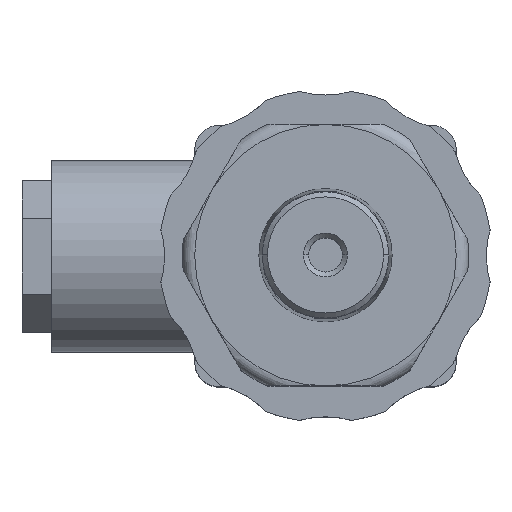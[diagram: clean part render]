
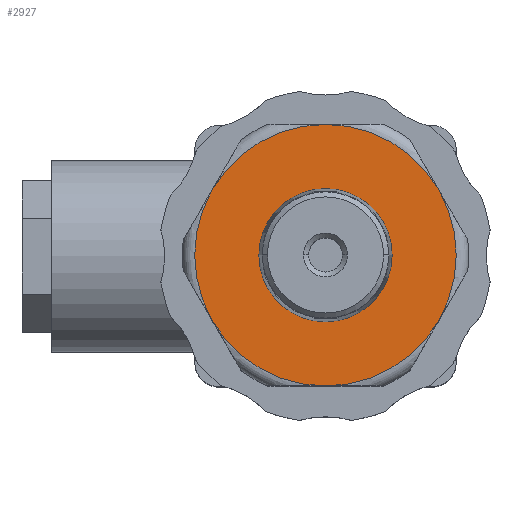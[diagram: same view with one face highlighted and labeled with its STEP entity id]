
A CAD part, top view. The second image highlights one B-rep face of the part: STEP entity #2927.
In plain terms, the highlighted planar face has unit normal (0, 0, 1).
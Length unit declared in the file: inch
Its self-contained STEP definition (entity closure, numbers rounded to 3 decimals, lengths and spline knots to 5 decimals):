
#685=CARTESIAN_POINT('',(-0.27,0.,0.83));
#686=VERTEX_POINT('',#685);
#702=CARTESIAN_POINT('',(0.27,0.,0.83));
#703=VERTEX_POINT('',#702);
#710=CARTESIAN_POINT('',(0.0,0.0,0.83));
#711=DIRECTION('',(0.0,0.0,-1.0));
#712=DIRECTION('',(-1.0,0.0,0.0));
#713=AXIS2_PLACEMENT_3D('',#710,#711,#712);
#714=CIRCLE('',#713,0.27);
#715=EDGE_CURVE('',#686,#703,#714,.T.);
#802=CARTESIAN_POINT('',(0.0,0.0,0.83));
#803=DIRECTION('',(0.0,0.0,-1.0));
#804=DIRECTION('',(-1.0,0.0,0.0));
#805=AXIS2_PLACEMENT_3D('',#802,#803,#804);
#806=CIRCLE('',#805,0.27);
#807=EDGE_CURVE('',#703,#686,#806,.T.);
#1971=CARTESIAN_POINT('',(-0.45899,-0.265,0.83));
#1972=VERTEX_POINT('',#1971);
#2069=CARTESIAN_POINT('',(-0.45899,0.265,0.83));
#2070=VERTEX_POINT('',#2069);
#2169=CARTESIAN_POINT('',(0.,0.53,0.83));
#2170=VERTEX_POINT('',#2169);
#2269=CARTESIAN_POINT('',(0.45899,0.265,0.83));
#2270=VERTEX_POINT('',#2269);
#2369=CARTESIAN_POINT('',(0.45899,-0.265,0.83));
#2370=VERTEX_POINT('',#2369);
#2468=CARTESIAN_POINT('',(0.0,-0.53,0.83));
#2469=VERTEX_POINT('',#2468);
#2470=CARTESIAN_POINT('',(0.0,0.0,0.83));
#2471=DIRECTION('',(0.0,0.0,-1.0));
#2472=DIRECTION('',(-1.0,0.0,0.0));
#2473=AXIS2_PLACEMENT_3D('',#2470,#2471,#2472);
#2474=CIRCLE('',#2473,0.53);
#2475=EDGE_CURVE('',#2370,#2469,#2474,.T.);
#2512=CARTESIAN_POINT('',(0.0,0.0,0.83));
#2513=DIRECTION('',(0.0,0.0,-1.0));
#2514=DIRECTION('',(-1.0,0.0,0.0));
#2515=AXIS2_PLACEMENT_3D('',#2512,#2513,#2514);
#2516=CIRCLE('',#2515,0.53);
#2517=EDGE_CURVE('',#2270,#2370,#2516,.T.);
#2536=CARTESIAN_POINT('',(0.0,0.0,0.83));
#2537=DIRECTION('',(0.0,0.0,-1.0));
#2538=DIRECTION('',(-1.0,0.0,0.0));
#2539=AXIS2_PLACEMENT_3D('',#2536,#2537,#2538);
#2540=CIRCLE('',#2539,0.53);
#2541=EDGE_CURVE('',#2170,#2270,#2540,.T.);
#2560=CARTESIAN_POINT('',(0.0,0.0,0.83));
#2561=DIRECTION('',(0.0,0.0,-1.0));
#2562=DIRECTION('',(-1.0,0.0,0.0));
#2563=AXIS2_PLACEMENT_3D('',#2560,#2561,#2562);
#2564=CIRCLE('',#2563,0.53);
#2565=EDGE_CURVE('',#2070,#2170,#2564,.T.);
#2610=CARTESIAN_POINT('',(0.0,0.0,0.83));
#2611=DIRECTION('',(0.0,0.0,-1.0));
#2612=DIRECTION('',(-1.0,0.0,0.0));
#2613=AXIS2_PLACEMENT_3D('',#2610,#2611,#2612);
#2614=CIRCLE('',#2613,0.53);
#2615=EDGE_CURVE('',#2469,#1972,#2614,.T.);
#2626=CARTESIAN_POINT('',(0.0,0.0,0.83));
#2627=DIRECTION('',(0.0,0.0,-1.0));
#2628=DIRECTION('',(-1.0,0.0,0.0));
#2629=AXIS2_PLACEMENT_3D('',#2626,#2627,#2628);
#2630=CIRCLE('',#2629,0.53);
#2631=EDGE_CURVE('',#1972,#2070,#2630,.T.);
#2910=CARTESIAN_POINT('',(0.0,0.0,0.83));
#2911=DIRECTION('',(0.0,0.0,1.0));
#2912=DIRECTION('',(1.0,0.0,0.0));
#2913=AXIS2_PLACEMENT_3D('',#2910,#2911,#2912);
#2914=PLANE('',#2913);
#2915=ORIENTED_EDGE('',*,*,#2615,.F.);
#2916=ORIENTED_EDGE('',*,*,#2475,.F.);
#2917=ORIENTED_EDGE('',*,*,#2517,.F.);
#2918=ORIENTED_EDGE('',*,*,#2541,.F.);
#2919=ORIENTED_EDGE('',*,*,#2565,.F.);
#2920=ORIENTED_EDGE('',*,*,#2631,.F.);
#2921=EDGE_LOOP('',(#2915,#2916,#2917,#2918,#2919,#2920));
#2922=FACE_OUTER_BOUND('',#2921,.T.);
#2923=ORIENTED_EDGE('',*,*,#715,.T.);
#2924=ORIENTED_EDGE('',*,*,#807,.T.);
#2925=EDGE_LOOP('',(#2923,#2924));
#2926=FACE_BOUND('',#2925,.T.);
#2927=ADVANCED_FACE('',(#2922,#2926),#2914,.T.);
